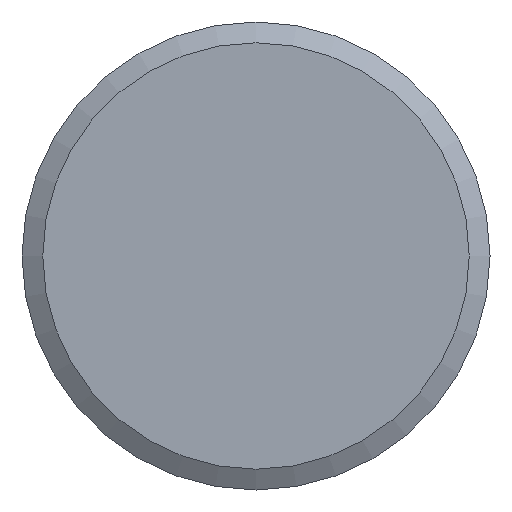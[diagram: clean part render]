
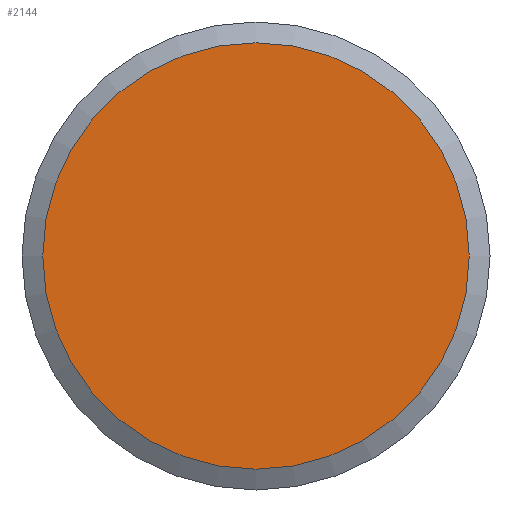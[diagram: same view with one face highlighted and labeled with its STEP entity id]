
A CAD part, front view. The second image highlights one B-rep face of the part: STEP entity #2144.
In plain terms, the highlighted planar face has unit normal (0, -1, 0).
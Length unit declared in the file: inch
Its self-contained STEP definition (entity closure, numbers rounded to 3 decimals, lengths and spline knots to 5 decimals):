
#15 = PLANE ( 'NONE',  #1860 ) ;
#332 = ORIENTED_EDGE ( 'NONE', *, *, #4186, .F. ) ;
#492 = DIRECTION ( 'NONE',  ( 0., 1., 0. ) ) ;
#1629 = CARTESIAN_POINT ( 'NONE',  ( 0., -1.37795, 0. ) ) ;
#1860 = AXIS2_PLACEMENT_3D ( 'NONE', #1629, #4696, #3080 ) ;
#2118 = CARTESIAN_POINT ( 'NONE',  ( 0., -1.37795, 0. ) ) ;
#2144 = ADVANCED_FACE ( 'NONE', ( #5041 ), #15, .T. ) ;
#2427 = EDGE_LOOP ( 'NONE', ( #332 ) ) ;
#3080 = DIRECTION ( 'NONE',  ( 0., 0., -1. ) ) ;
#3097 = VERTEX_POINT ( 'NONE', #4221 ) ;
#3353 = CIRCLE ( 'NONE', #5655, 0.32283 ) ;
#4186 = EDGE_CURVE ( 'NONE', #3097, #3097, #3353, .T. ) ;
#4221 = CARTESIAN_POINT ( 'NONE',  ( 0., -1.37795, 0.32283 ) ) ;
#4696 = DIRECTION ( 'NONE',  ( 0., -1., 0. ) ) ;
#5041 = FACE_OUTER_BOUND ( 'NONE', #2427, .T. ) ;
#5655 = AXIS2_PLACEMENT_3D ( 'NONE', #2118, #492, #5672 ) ;
#5672 = DIRECTION ( 'NONE',  ( 0., 0., 1. ) ) ;
